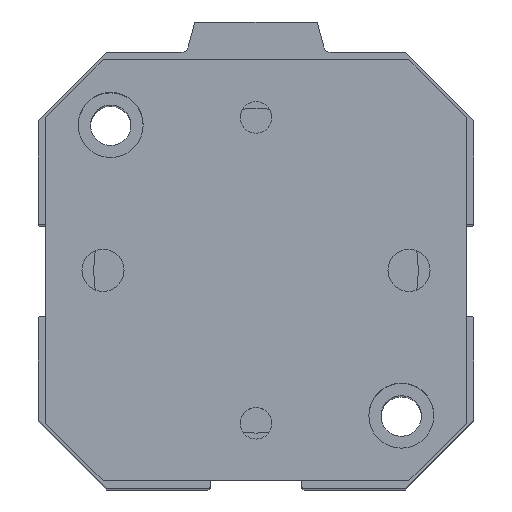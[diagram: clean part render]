
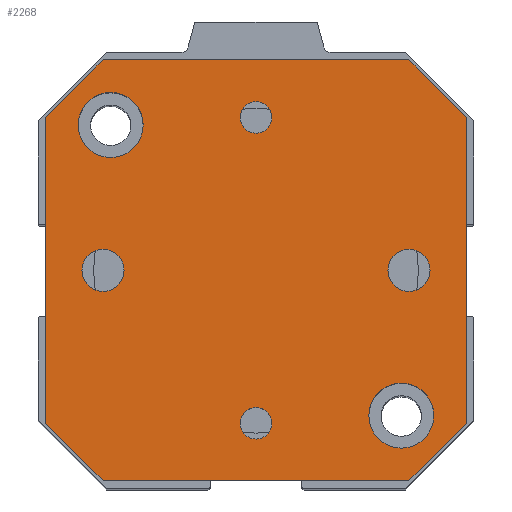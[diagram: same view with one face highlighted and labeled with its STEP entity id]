
A CAD part, top view. The second image highlights one B-rep face of the part: STEP entity #2268.
In plain terms, the highlighted planar face has unit normal (0, 0, 1).
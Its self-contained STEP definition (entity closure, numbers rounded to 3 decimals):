
#176=LINE('',#3831,#342);
#177=LINE('',#3834,#343);
#178=LINE('',#3836,#344);
#179=LINE('',#3838,#345);
#180=LINE('',#3840,#346);
#181=LINE('',#3842,#347);
#182=LINE('',#3844,#348);
#183=LINE('',#3846,#349);
#342=VECTOR('',#3163,1000.);
#343=VECTOR('',#3164,1000.);
#344=VECTOR('',#3165,1000.);
#345=VECTOR('',#3166,1000.);
#346=VECTOR('',#3167,1000.);
#347=VECTOR('',#3168,1000.);
#348=VECTOR('',#3169,1000.);
#349=VECTOR('',#3170,1000.);
#484=PLANE('',#2536);
#994=ORIENTED_EDGE('',*,*,#1336,.T.);
#995=ORIENTED_EDGE('',*,*,#1337,.T.);
#996=ORIENTED_EDGE('',*,*,#1338,.T.);
#997=ORIENTED_EDGE('',*,*,#1339,.T.);
#998=ORIENTED_EDGE('',*,*,#1340,.T.);
#999=ORIENTED_EDGE('',*,*,#1341,.T.);
#1000=ORIENTED_EDGE('',*,*,#1342,.T.);
#1001=ORIENTED_EDGE('',*,*,#1343,.T.);
#1002=ORIENTED_EDGE('',*,*,#1344,.T.);
#1003=ORIENTED_EDGE('',*,*,#1345,.T.);
#1004=ORIENTED_EDGE('',*,*,#1346,.T.);
#1005=ORIENTED_EDGE('',*,*,#1347,.T.);
#1006=ORIENTED_EDGE('',*,*,#1348,.T.);
#1007=ORIENTED_EDGE('',*,*,#1349,.T.);
#1336=EDGE_CURVE('',#1562,#1563,#176,.T.);
#1337=EDGE_CURVE('',#1563,#1564,#177,.T.);
#1338=EDGE_CURVE('',#1564,#1565,#178,.T.);
#1339=EDGE_CURVE('',#1565,#1566,#179,.T.);
#1340=EDGE_CURVE('',#1566,#1567,#180,.T.);
#1341=EDGE_CURVE('',#1567,#1568,#181,.T.);
#1342=EDGE_CURVE('',#1568,#1569,#182,.T.);
#1343=EDGE_CURVE('',#1569,#1562,#183,.T.);
#1344=EDGE_CURVE('',#1570,#1570,#1702,.T.);
#1345=EDGE_CURVE('',#1571,#1571,#1703,.T.);
#1346=EDGE_CURVE('',#1572,#1572,#1704,.T.);
#1347=EDGE_CURVE('',#1573,#1573,#1705,.T.);
#1348=EDGE_CURVE('',#1574,#1574,#1706,.T.);
#1349=EDGE_CURVE('',#1575,#1575,#1707,.T.);
#1562=VERTEX_POINT('',#3832);
#1563=VERTEX_POINT('',#3833);
#1564=VERTEX_POINT('',#3835);
#1565=VERTEX_POINT('',#3837);
#1566=VERTEX_POINT('',#3839);
#1567=VERTEX_POINT('',#3841);
#1568=VERTEX_POINT('',#3843);
#1569=VERTEX_POINT('',#3845);
#1570=VERTEX_POINT('',#3848);
#1571=VERTEX_POINT('',#3850);
#1572=VERTEX_POINT('',#3852);
#1573=VERTEX_POINT('',#3854);
#1574=VERTEX_POINT('',#3856);
#1575=VERTEX_POINT('',#3858);
#1702=CIRCLE('',#2537,4.25);
#1703=CIRCLE('',#2538,4.25);
#1704=CIRCLE('',#2539,2.75);
#1705=CIRCLE('',#2540,2.75);
#1706=CIRCLE('',#2541,2.067);
#1707=CIRCLE('',#2542,2.067);
#1885=EDGE_LOOP('',(#994,#995,#996,#997,#998,#999,#1000,#1001));
#1886=EDGE_LOOP('',(#1002));
#1887=EDGE_LOOP('',(#1003));
#1888=EDGE_LOOP('',(#1004));
#1889=EDGE_LOOP('',(#1005));
#1890=EDGE_LOOP('',(#1006));
#1891=EDGE_LOOP('',(#1007));
#2099=FACE_BOUND('',#1885,.T.);
#2100=FACE_BOUND('',#1886,.T.);
#2101=FACE_BOUND('',#1887,.T.);
#2102=FACE_BOUND('',#1888,.T.);
#2103=FACE_BOUND('',#1889,.T.);
#2104=FACE_BOUND('',#1890,.T.);
#2105=FACE_BOUND('',#1891,.T.);
#2268=ADVANCED_FACE('',(#2099,#2100,#2101,#2102,#2103,#2104,#2105),#484,
 .T.);
#2536=AXIS2_PLACEMENT_3D('',#3830,#3161,#3162);
#2537=AXIS2_PLACEMENT_3D('',#3847,#3171,#3172);
#2538=AXIS2_PLACEMENT_3D('',#3849,#3173,#3174);
#2539=AXIS2_PLACEMENT_3D('',#3851,#3175,#3176);
#2540=AXIS2_PLACEMENT_3D('',#3853,#3177,#3178);
#2541=AXIS2_PLACEMENT_3D('',#3855,#3179,#3180);
#2542=AXIS2_PLACEMENT_3D('',#3857,#3181,#3182);
#3161=DIRECTION('',(0.,0.,1.));
#3162=DIRECTION('',(1.,0.,0.));
#3163=DIRECTION('',(-0.707,0.707,0.));
#3164=DIRECTION('',(-1.,0.,0.));
#3165=DIRECTION('',(-0.707,-0.707,0.));
#3166=DIRECTION('',(0.,-1.,0.));
#3167=DIRECTION('',(0.707,-0.707,0.));
#3168=DIRECTION('',(1.,0.,0.));
#3169=DIRECTION('',(0.707,0.707,0.));
#3170=DIRECTION('',(0.,1.,0.));
#3171=DIRECTION('',(0.,0.,-1.));
#3172=DIRECTION('',(-1.,0.,0.));
#3173=DIRECTION('',(0.,0.,-1.));
#3174=DIRECTION('',(-1.,0.,0.));
#3175=DIRECTION('',(0.,0.,-1.));
#3176=DIRECTION('',(1.,0.,0.));
#3177=DIRECTION('',(0.,0.,-1.));
#3178=DIRECTION('',(1.,0.,0.));
#3179=DIRECTION('',(0.,0.,-1.));
#3180=DIRECTION('',(1.,0.,0.));
#3181=DIRECTION('',(0.,0.,-1.));
#3182=DIRECTION('',(1.,0.,0.));
#3830=CARTESIAN_POINT('',(0.,0.,105.25));
#3831=CARTESIAN_POINT('',(20.,27.5,105.25));
#3832=CARTESIAN_POINT('',(27.5,20.,105.25));
#3833=CARTESIAN_POINT('',(20.,27.5,105.25));
#3834=CARTESIAN_POINT('',(-20.,27.5,105.25));
#3835=CARTESIAN_POINT('',(-20.,27.5,105.25));
#3836=CARTESIAN_POINT('',(-27.5,20.,105.25));
#3837=CARTESIAN_POINT('',(-27.5,20.,105.25));
#3838=CARTESIAN_POINT('',(-27.5,-20.,105.25));
#3839=CARTESIAN_POINT('',(-27.5,-20.,105.25));
#3840=CARTESIAN_POINT('',(-20.,-27.5,105.25));
#3841=CARTESIAN_POINT('',(-20.,-27.5,105.25));
#3842=CARTESIAN_POINT('',(20.,-27.5,105.25));
#3843=CARTESIAN_POINT('',(20.,-27.5,105.25));
#3844=CARTESIAN_POINT('',(27.5,-20.,105.25));
#3845=CARTESIAN_POINT('',(27.5,-20.,105.25));
#3846=CARTESIAN_POINT('',(27.5,20.,105.25));
#3847=CARTESIAN_POINT('',(19.,19.,105.25));
#3848=CARTESIAN_POINT('',(14.75,19.,105.25));
#3849=CARTESIAN_POINT('',(-19.,-19.,105.25));
#3850=CARTESIAN_POINT('',(-23.25,-19.,105.25));
#3851=CARTESIAN_POINT('',(0.,-20.,105.25));
#3852=CARTESIAN_POINT('',(2.75,-20.,105.25));
#3853=CARTESIAN_POINT('',(0.,20.,105.25));
#3854=CARTESIAN_POINT('',(2.75,20.,105.25));
#3855=CARTESIAN_POINT('',(20.,0.,105.25));
#3856=CARTESIAN_POINT('',(22.067,0.,105.25));
#3857=CARTESIAN_POINT('',(-20.,0.,105.25));
#3858=CARTESIAN_POINT('',(-17.933,0.,105.25));
